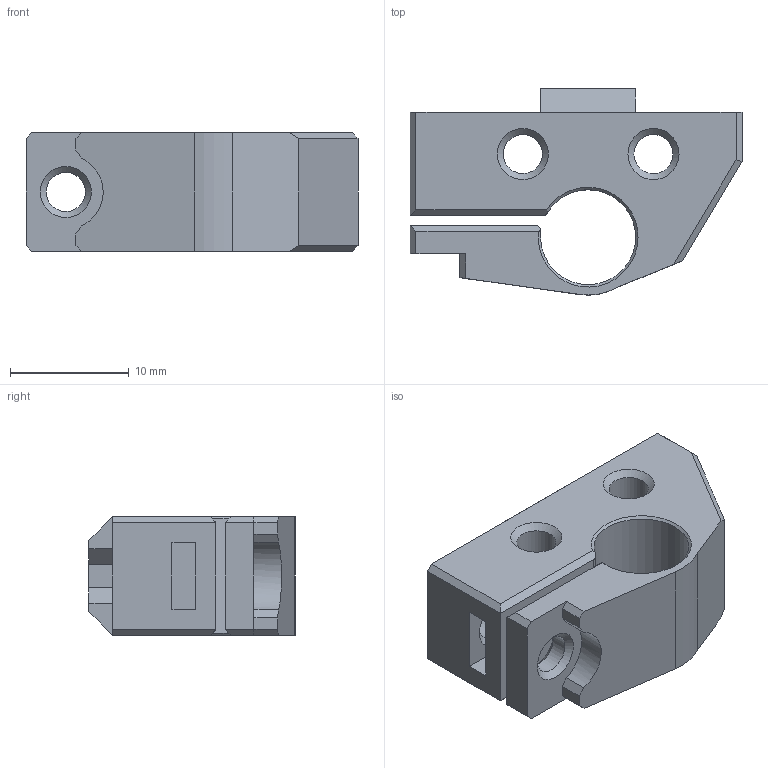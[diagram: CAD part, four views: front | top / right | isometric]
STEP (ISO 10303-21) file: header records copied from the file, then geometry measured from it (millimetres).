
FILE_DESCRIPTION(/* description */ (''),/* implementation_level */ '2;1');
FILE_NAME(/* name */ 'y-rod-holder.stp',/* time_stamp */ '2020-11-26T09:05:44+01:00',/* author */ ('PR'),/* organization */ (''),/* preprocessor_version */ 'ST-DEVELOPER v18.1',/* originating_system */ 'Autodesk Inventor 2021',/* authorisation */ '');
FILE_SCHEMA (('AUTOMOTIVE_DESIGN { 1 0 10303 214 3 1 1 }'));
Length unit declared in the file: millimetre
Products named in the file (1): MKx-rod-holder
Bounding box: 27.95 x 17.37 x 10 mm (x, y, z)
Volume: 2649.3 mm3; surface area: 2281.8 mm2
Topology: 1 solids, 1 shells, 110 faces, 290 edges, 181 vertices
Faces by surface type: plane 85, cone 13, cylinder 12
Full cylindrical faces by diameter (mm): 3.3 x7
Entity records: 3392 total; most frequent: CARTESIAN_POINT 590, ORIENTED_EDGE 580, DIRECTION 557, EDGE_CURVE 290, LINE 237, VECTOR 237, VERTEX_POINT 181, AXIS2_PLACEMENT_3D 160
